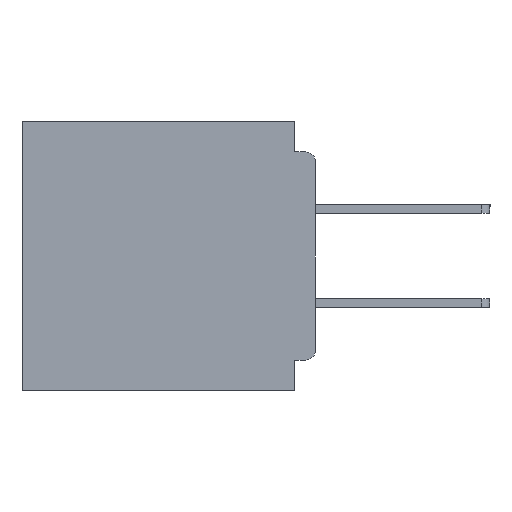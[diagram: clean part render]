
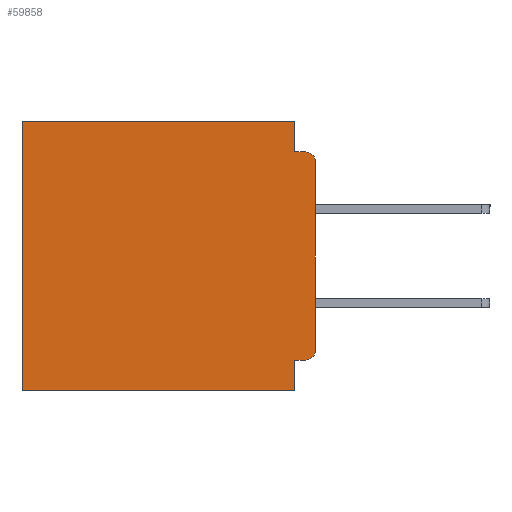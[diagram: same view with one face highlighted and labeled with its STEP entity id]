
A CAD part, left-side view. The second image highlights one B-rep face of the part: STEP entity #59858.
In plain terms, the highlighted planar face has unit normal (-1, 0, 0).
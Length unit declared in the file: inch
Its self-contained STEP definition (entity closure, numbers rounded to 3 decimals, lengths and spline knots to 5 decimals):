
#73 = VERTEX_POINT ( 'NONE', #6440 ) ;
#152 = VERTEX_POINT ( 'NONE', #5500 ) ;
#223 = ORIENTED_EDGE ( 'NONE', *, *, #17230, .F. ) ;
#260 = DIRECTION ( 'NONE',  ( 0., 1., 0. ) ) ;
#1502 = CARTESIAN_POINT ( 'NONE',  ( 0.3, 0., -0.045 ) ) ;
#1774 = DIRECTION ( 'NONE',  ( 0., 0., -1. ) ) ;
#1895 = DIRECTION ( 'NONE',  ( 0., 0., -1. ) ) ;
#2562 = LINE ( 'NONE', #1502, #28899 ) ;
#4134 = LINE ( 'NONE', #60074, #58243 ) ;
#5500 = CARTESIAN_POINT ( 'NONE',  ( 0.3, 0.015, -0.045 ) ) ;
#6305 = DIRECTION ( 'NONE',  ( 0., 1., 0. ) ) ;
#6440 = CARTESIAN_POINT ( 'NONE',  ( 0.3, 0.015, -0.355 ) ) ;
#7948 = VERTEX_POINT ( 'NONE', #24034 ) ;
#8239 = LINE ( 'NONE', #33038, #20615 ) ;
#8929 = CIRCLE ( 'NONE', #10300, 0.015 ) ;
#9172 = EDGE_CURVE ( 'NONE', #7948, #46896, #15107, .T. ) ;
#9470 = VECTOR ( 'NONE', #6305, 39.37008 ) ;
#9847 = VECTOR ( 'NONE', #260, 39.37008 ) ;
#9998 = CARTESIAN_POINT ( 'NONE',  ( 0.3, 0., -0.4 ) ) ;
#10300 = AXIS2_PLACEMENT_3D ( 'NONE', #64485, #33242, #1774 ) ;
#11439 = EDGE_CURVE ( 'NONE', #73, #66598, #65468, .T. ) ;
#11898 = EDGE_CURVE ( 'NONE', #32655, #152, #36097, .T. ) ;
#12450 = CARTESIAN_POINT ( 'NONE',  ( 0.3, 0.437, -0.4 ) ) ;
#13433 = VECTOR ( 'NONE', #54760, 39.37008 ) ;
#14290 = VECTOR ( 'NONE', #1895, 39.37008 ) ;
#15107 = LINE ( 'NONE', #18102, #13433 ) ;
#15812 = CARTESIAN_POINT ( 'NONE',  ( 0.3, 0.015, -0.06 ) ) ;
#17230 = EDGE_CURVE ( 'NONE', #66598, #38438, #55589, .T. ) ;
#17418 = DIRECTION ( 'NONE',  ( 0., 0., -1. ) ) ;
#18102 = CARTESIAN_POINT ( 'NONE',  ( 0.3, 0., 0. ) ) ;
#18894 = EDGE_CURVE ( 'NONE', #39357, #152, #2562, .T. ) ;
#19324 = DIRECTION ( 'NONE',  ( 1., 0., 0. ) ) ;
#20399 = ORIENTED_EDGE ( 'NONE', *, *, #11439, .F. ) ;
#20500 = CARTESIAN_POINT ( 'NONE',  ( 0.3, 0., -0.06 ) ) ;
#20615 = VECTOR ( 'NONE', #17418, 39.37008 ) ;
#20983 = ORIENTED_EDGE ( 'NONE', *, *, #11898, .T. ) ;
#21132 = DIRECTION ( 'NONE',  ( 0., 0., -1. ) ) ;
#24034 = CARTESIAN_POINT ( 'NONE',  ( 0.3, 0.031, 0. ) ) ;
#25882 = CARTESIAN_POINT ( 'NONE',  ( 0.3, 0.437, -0.4 ) ) ;
#26383 = CARTESIAN_POINT ( 'NONE',  ( 0.3, 0.031, -0.045 ) ) ;
#26864 = EDGE_CURVE ( 'NONE', #73, #48016, #8929, .T. ) ;
#27061 = LINE ( 'NONE', #12450, #14290 ) ;
#27718 = ORIENTED_EDGE ( 'NONE', *, *, #61230, .T. ) ;
#28899 = VECTOR ( 'NONE', #43480, 39.37008 ) ;
#29005 = DIRECTION ( 'NONE',  ( 0., 0., -1. ) ) ;
#32347 = ORIENTED_EDGE ( 'NONE', *, *, #51474, .F. ) ;
#32655 = VERTEX_POINT ( 'NONE', #20500 ) ;
#33038 = CARTESIAN_POINT ( 'NONE',  ( 0.3, 0.031, 0. ) ) ;
#33242 = DIRECTION ( 'NONE',  ( -1., 0., 0. ) ) ;
#33955 = AXIS2_PLACEMENT_3D ( 'NONE', #15812, #52517, #21132 ) ;
#34101 = LINE ( 'NONE', #9998, #9470 ) ;
#35994 = ORIENTED_EDGE ( 'NONE', *, *, #26864, .T. ) ;
#36097 = CIRCLE ( 'NONE', #33955, 0.015 ) ;
#38438 = VERTEX_POINT ( 'NONE', #66116 ) ;
#39357 = VERTEX_POINT ( 'NONE', #26383 ) ;
#40064 = VECTOR ( 'NONE', #51076, 39.37008 ) ;
#40204 = PLANE ( 'NONE',  #53048 ) ;
#42767 = FACE_OUTER_BOUND ( 'NONE', #49379, .T. ) ;
#42805 = CARTESIAN_POINT ( 'NONE',  ( 0.3, 0.437, 0. ) ) ;
#43480 = DIRECTION ( 'NONE',  ( 0., -1., 0. ) ) ;
#45473 = CARTESIAN_POINT ( 'NONE',  ( 0.3, 0., -0.4 ) ) ;
#45649 = CARTESIAN_POINT ( 'NONE',  ( 0.3, 0.031, -0.355 ) ) ;
#46896 = VERTEX_POINT ( 'NONE', #42805 ) ;
#48016 = VERTEX_POINT ( 'NONE', #51660 ) ;
#49379 = EDGE_LOOP ( 'NONE', ( #53163, #20983, #55269, #51868, #62991, #27718, #32347, #223, #20399, #35994 ) ) ;
#51076 = DIRECTION ( 'NONE',  ( 0., 0., -1. ) ) ;
#51474 = EDGE_CURVE ( 'NONE', #38438, #59387, #34101, .T. ) ;
#51660 = CARTESIAN_POINT ( 'NONE',  ( 0.3, 0., -0.34 ) ) ;
#51868 = ORIENTED_EDGE ( 'NONE', *, *, #64165, .F. ) ;
#52517 = DIRECTION ( 'NONE',  ( -1., 0., 0. ) ) ;
#52789 = CARTESIAN_POINT ( 'NONE',  ( 0.3, 0., -0.355 ) ) ;
#53048 = AXIS2_PLACEMENT_3D ( 'NONE', #45473, #19324, #55951 ) ;
#53163 = ORIENTED_EDGE ( 'NONE', *, *, #54049, .F. ) ;
#54049 = EDGE_CURVE ( 'NONE', #32655, #48016, #4134, .T. ) ;
#54760 = DIRECTION ( 'NONE',  ( 0., 1., 0. ) ) ;
#55269 = ORIENTED_EDGE ( 'NONE', *, *, #18894, .F. ) ;
#55589 = LINE ( 'NONE', #56282, #40064 ) ;
#55951 = DIRECTION ( 'NONE',  ( 0., 0., -1. ) ) ;
#56282 = CARTESIAN_POINT ( 'NONE',  ( 0.3, 0.031, -0.4 ) ) ;
#58243 = VECTOR ( 'NONE', #29005, 39.37008 ) ;
#59387 = VERTEX_POINT ( 'NONE', #25882 ) ;
#59858 = ADVANCED_FACE ( 'NONE', ( #42767 ), #40204, .F. ) ;
#60074 = CARTESIAN_POINT ( 'NONE',  ( 0.3, 0., -0.4 ) ) ;
#61230 = EDGE_CURVE ( 'NONE', #46896, #59387, #27061, .T. ) ;
#62991 = ORIENTED_EDGE ( 'NONE', *, *, #9172, .T. ) ;
#64165 = EDGE_CURVE ( 'NONE', #7948, #39357, #8239, .T. ) ;
#64485 = CARTESIAN_POINT ( 'NONE',  ( 0.3, 0.015, -0.34 ) ) ;
#65468 = LINE ( 'NONE', #52789, #9847 ) ;
#66116 = CARTESIAN_POINT ( 'NONE',  ( 0.3, 0.031, -0.4 ) ) ;
#66598 = VERTEX_POINT ( 'NONE', #45649 ) ;
